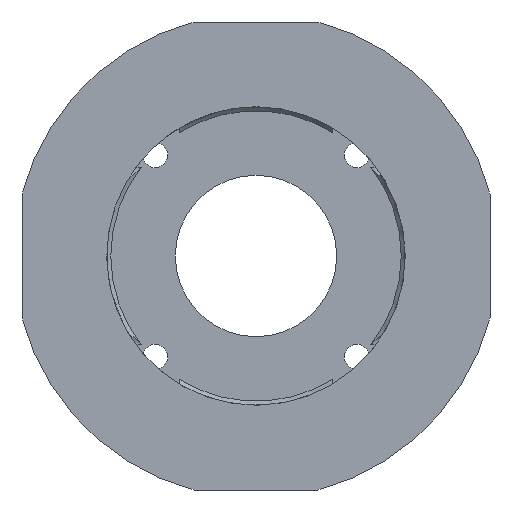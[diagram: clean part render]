
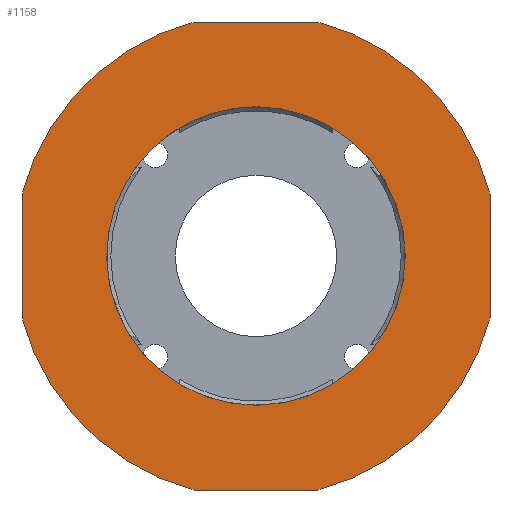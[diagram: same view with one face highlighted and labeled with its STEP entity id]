
A CAD part, left-side view. The second image highlights one B-rep face of the part: STEP entity #1158.
In plain terms, the highlighted planar face has unit normal (-1, 0, 0).
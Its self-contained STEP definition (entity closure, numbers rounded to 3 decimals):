
#45=LINE($,#1689,#131);
#49=LINE($,#1698,#135);
#53=LINE($,#1707,#139);
#57=LINE($,#1716,#143);
#131=VECTOR($,#1346,30.725);
#135=VECTOR($,#1352,30.725);
#139=VECTOR($,#1358,30.725);
#143=VECTOR($,#1364,30.725);
#254=PLANE($,#1277);
#281=FACE_BOUND($,#416,.T.);
#282=FACE_BOUND($,#417,.T.);
#416=EDGE_LOOP($,(#1085));
#417=EDGE_LOOP($,(#1086,#1087,#1088,#1089,#1090,#1091,#1092,#1093));
#436=CIRCLE($,#1193,60.);
#438=CIRCLE($,#1196,60.);
#441=CIRCLE($,#1200,60.);
#477=CIRCLE($,#1269,37.);
#479=CIRCLE($,#1278,60.);
#507=VERTEX_POINT($,#1685);
#509=VERTEX_POINT($,#1688);
#511=VERTEX_POINT($,#1694);
#513=VERTEX_POINT($,#1697);
#515=VERTEX_POINT($,#1703);
#517=VERTEX_POINT($,#1706);
#519=VERTEX_POINT($,#1712);
#521=VERTEX_POINT($,#1715);
#592=VERTEX_POINT($,#2110);
#627=EDGE_CURVE($,#509,#507,#45,.T.);
#631=EDGE_CURVE($,#513,#511,#49,.T.);
#635=EDGE_CURVE($,#517,#515,#53,.T.);
#639=EDGE_CURVE($,#521,#519,#57,.T.);
#642=EDGE_CURVE($,#513,#519,#436,.T.);
#644=EDGE_CURVE($,#509,#515,#438,.T.);
#647=EDGE_CURVE($,#517,#511,#441,.T.);
#752=EDGE_CURVE($,#592,#592,#477,.T.);
#763=EDGE_CURVE($,#521,#507,#479,.T.);
#1085=ORIENTED_EDGE($,*,*,#752,.T.);
#1086=ORIENTED_EDGE($,*,*,#627,.T.);
#1087=ORIENTED_EDGE($,*,*,#763,.F.);
#1088=ORIENTED_EDGE($,*,*,#639,.T.);
#1089=ORIENTED_EDGE($,*,*,#642,.F.);
#1090=ORIENTED_EDGE($,*,*,#631,.T.);
#1091=ORIENTED_EDGE($,*,*,#647,.F.);
#1092=ORIENTED_EDGE($,*,*,#635,.T.);
#1093=ORIENTED_EDGE($,*,*,#644,.F.);
#1158=ADVANCED_FACE($,(#281,#282),#254,.T.);
#1193=AXIS2_PLACEMENT_3D($,#1721,#1369,#1370);
#1196=AXIS2_PLACEMENT_3D($,#1724,#1375,#1376);
#1200=AXIS2_PLACEMENT_3D($,#1728,#1383,#1384);
#1269=AXIS2_PLACEMENT_3D($,#2111,#1573,#1574);
#1277=AXIS2_PLACEMENT_3D($,#2148,#1596,#1597);
#1278=AXIS2_PLACEMENT_3D($,#2149,#1598,#1599);
#1346=DIRECTION($,(0.,0.,-1.));
#1352=DIRECTION($,(0.,0.,1.));
#1358=DIRECTION($,(0.,1.,0.));
#1364=DIRECTION($,(0.,-1.,0.));
#1369=DIRECTION('center_axis',(1.,0.,0.));
#1370=DIRECTION('ref_axis',(0.,1.,0.));
#1375=DIRECTION('center_axis',(1.,0.,0.));
#1376=DIRECTION('ref_axis',(0.,1.,0.));
#1383=DIRECTION('center_axis',(1.,0.,0.));
#1384=DIRECTION('ref_axis',(0.,1.,0.));
#1573=DIRECTION('center_axis',(1.,0.,0.));
#1574=DIRECTION('ref_axis',(0.,0.,-1.));
#1596=DIRECTION('center_axis',(-1.,0.,0.));
#1597=DIRECTION('ref_axis',(0.,0.,1.));
#1598=DIRECTION('center_axis',(1.,0.,0.));
#1599=DIRECTION('ref_axis',(0.,1.,0.));
#1685=CARTESIAN_POINT('',(0.,58.,-15.362));
#1688=CARTESIAN_POINT('',(0.,58.,15.362));
#1689=CARTESIAN_POINT($,(0.,58.,-29.));
#1694=CARTESIAN_POINT('',(0.,-58.,15.362));
#1697=CARTESIAN_POINT('',(0.,-58.,-15.362));
#1698=CARTESIAN_POINT($,(0.,-58.,29.));
#1703=CARTESIAN_POINT('',(0.,15.362,58.));
#1706=CARTESIAN_POINT('',(0.,-15.362,58.));
#1707=CARTESIAN_POINT($,(0.,54.25,58.));
#1712=CARTESIAN_POINT('',(0.,-15.362,-58.));
#1715=CARTESIAN_POINT('',(0.,15.362,-58.));
#1716=CARTESIAN_POINT($,(0.,-3.75,-58.));
#1721=CARTESIAN_POINT('Origin',(0.,0.,0.));
#1724=CARTESIAN_POINT('Origin',(0.,0.,0.));
#1728=CARTESIAN_POINT('Origin',(0.,0.,0.));
#2110=CARTESIAN_POINT('',(0.,0.,
37.));
#2111=CARTESIAN_POINT('Origin',(0.,0.,0.));
#2148=CARTESIAN_POINT('Origin',(0.,50.5,0.));
#2149=CARTESIAN_POINT('Origin',(0.,0.,0.));
